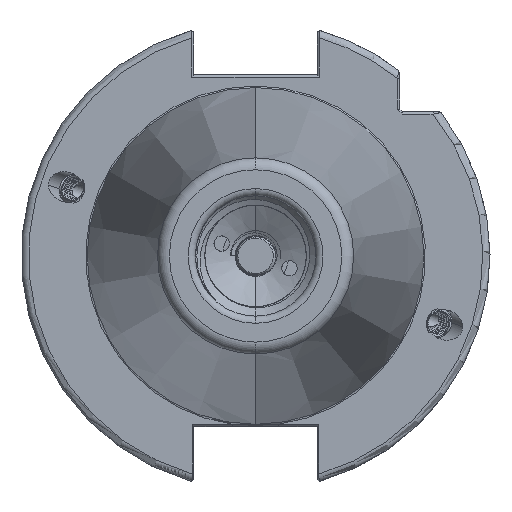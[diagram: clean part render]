
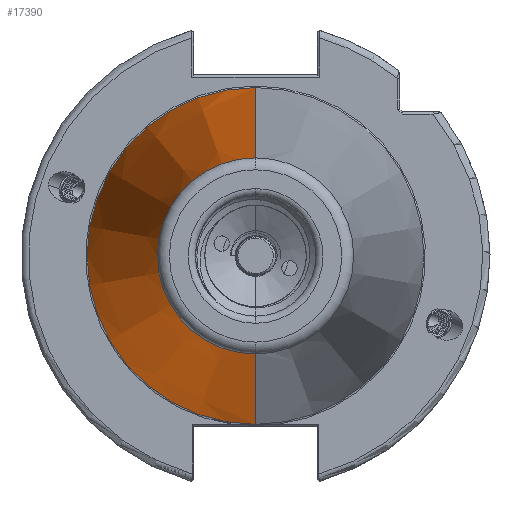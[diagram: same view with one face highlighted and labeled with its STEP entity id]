
A CAD part, left-side view. The second image highlights one B-rep face of the part: STEP entity #17390.
In plain terms, the highlighted conical face has half-angle 8.297 degrees and reference radius 35.392 mm.
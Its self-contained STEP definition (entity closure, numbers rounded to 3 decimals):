
#4879 = EDGE_CURVE ( 'NONE', #12901, #12857, #39501, .T. ) ;
#4902 = EDGE_CURVE ( 'NONE', #12843, #12901, #39564, .T. ) ;
#4907 = EDGE_CURVE ( 'NONE', #12930, #12840, #39556, .T. ) ;
#4927 = EDGE_CURVE ( 'NONE', #12857, #12840, #39551, .T. ) ;
#4933 = EDGE_CURVE ( 'NONE', #12843, #12930, #39522, .T. ) ;
#7876 = DIRECTION ( 'NONE',  ( 1., 0., 0. ) ) ;
#7889 = CARTESIAN_POINT ( 'NONE',  ( -2.5, 0., 0. ) ) ;
#7901 = DIRECTION ( 'NONE',  ( 0., 1., 0. ) ) ;
#7965 = DIRECTION ( 'NONE',  ( 0.99, 0., -0.144 ) ) ;
#7970 = CARTESIAN_POINT ( 'NONE',  ( 0., 0., -35.392 ) ) ;
#7977 = CARTESIAN_POINT ( 'NONE',  ( 0., 0., 35.392 ) ) ;
#7992 = DIRECTION ( 'NONE',  ( 0.99, 0., 0.144 ) ) ;
#8038 = DIRECTION ( 'NONE',  ( 1., 0., 0. ) ) ;
#8039 = CARTESIAN_POINT ( 'NONE',  ( -2.5, 0., 0. ) ) ;
#8040 = DIRECTION ( 'NONE',  ( 0., 1., 0. ) ) ;
#8109 = DIRECTION ( 'NONE',  ( 1., 0., 0. ) ) ;
#8115 = DIRECTION ( 'NONE',  ( 0., 0., 1. ) ) ;
#8125 = CARTESIAN_POINT ( 'NONE',  ( -102.811, 0., 0. ) ) ;
#9436 = CARTESIAN_POINT ( 'NONE',  ( 0., 0., 0. ) ) ;
#9447 = DIRECTION ( 'NONE',  ( 0., 0., -1. ) ) ;
#9453 = DIRECTION ( 'NONE',  ( 1., 0., 0. ) ) ;
#12840 = VERTEX_POINT ( 'NONE', #33024 ) ;
#12843 = VERTEX_POINT ( 'NONE', #33025 ) ;
#12857 = VERTEX_POINT ( 'NONE', #33041 ) ;
#12901 = VERTEX_POINT ( 'NONE', #33117 ) ;
#12930 = VERTEX_POINT ( 'NONE', #33086 ) ;
#13135 = ORIENTED_EDGE ( 'NONE', *, *, #4879, .F. ) ;
#13157 = ORIENTED_EDGE ( 'NONE', *, *, #4902, .F. ) ;
#13171 = ORIENTED_EDGE ( 'NONE', *, *, #4933, .T. ) ;
#13183 = ORIENTED_EDGE ( 'NONE', *, *, #4907, .T. ) ;
#13187 = ORIENTED_EDGE ( 'NONE', *, *, #4927, .F. ) ;
#16050 = CONICAL_SURFACE ( 'NONE', #36622, 35.392, 0.145 ) ;
#16071 = FACE_OUTER_BOUND ( 'NONE', #18620, .T. ) ;
#16812 = AXIS2_PLACEMENT_3D ( 'NONE', #7889, #7876, #7901 ) ;
#16835 = AXIS2_PLACEMENT_3D ( 'NONE', #8039, #8038, #8040 ) ;
#16849 = AXIS2_PLACEMENT_3D ( 'NONE', #8125, #8109, #8115 ) ;
#17390 = ADVANCED_FACE ( 'NONE', ( #16071 ), #16050, .T. ) ;
#18620 = EDGE_LOOP ( 'NONE', ( #13171, #13183, #13187, #13135, #13157 ) ) ;
#33024 = CARTESIAN_POINT ( 'NONE',  ( -2.5, 0., 35.027 ) ) ;
#33025 = CARTESIAN_POINT ( 'NONE',  ( -102.811, 0., -20.399 ) ) ;
#33041 = CARTESIAN_POINT ( 'NONE',  ( -2.5, 35.027, 0. ) ) ;
#33086 = CARTESIAN_POINT ( 'NONE',  ( -102.811, 0., 20.399 ) ) ;
#33117 = CARTESIAN_POINT ( 'NONE',  ( -2.5, 0., -35.027 ) ) ;
#36622 = AXIS2_PLACEMENT_3D ( 'NONE', #9436, #9453, #9447 ) ;
#39501 = CIRCLE ( 'NONE', #16812, 35.027 ) ;
#39522 = CIRCLE ( 'NONE', #16849, 20.399 ) ;
#39551 = CIRCLE ( 'NONE', #16835, 35.027 ) ;
#39556 = LINE ( 'NONE', #7977, #39574 ) ;
#39562 = VECTOR ( 'NONE', #7965, 1000. ) ;
#39564 = LINE ( 'NONE', #7970, #39562 ) ;
#39574 = VECTOR ( 'NONE', #7992, 1000. ) ;
